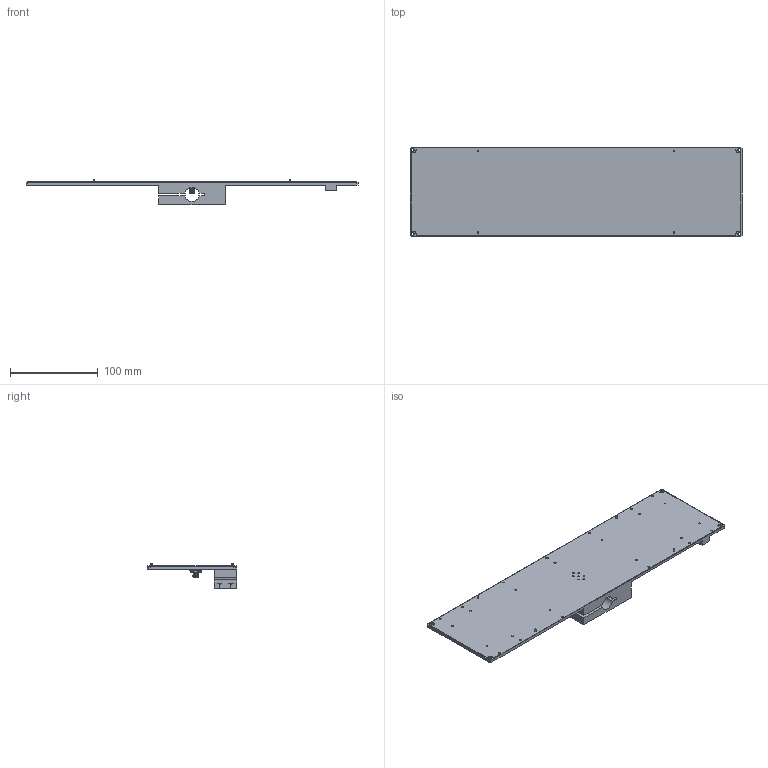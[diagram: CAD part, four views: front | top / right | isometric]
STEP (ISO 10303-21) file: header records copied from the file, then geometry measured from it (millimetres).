
FILE_DESCRIPTION (( 'STEP AP203' ), '1' );
FILE_NAME ('AM-C6-0314.STEP', '2022-03-15T23:57:53', ( '' ), ( '' ), 'SwSTEP 2.0', 'SolidWorks 2021', '' );
FILE_SCHEMA (( 'CONFIG_CONTROL_DESIGN' ));
Length unit declared in the file: millimetre
Products named in the file (1): AM-C6-0314
Bounding box: 378.46 x 101.6 x 28.57 mm (x, y, z)
Volume: 171614.6 mm3; surface area: 90637.6 mm2
Topology: 14 solids, 14 shells, 448 faces, 962 edges, 600 vertices
Faces by surface type: cylinder 176, plane 174, cone 94, torus 2, bspline 2
Entity records: 13371 total; most frequent: CARTESIAN_POINT 3334, DIRECTION 2219, ORIENTED_EDGE 1916, EDGE_CURVE 958, AXIS2_PLACEMENT_3D 883, VERTEX_POINT 600, EDGE_LOOP 530, VECTOR 453
